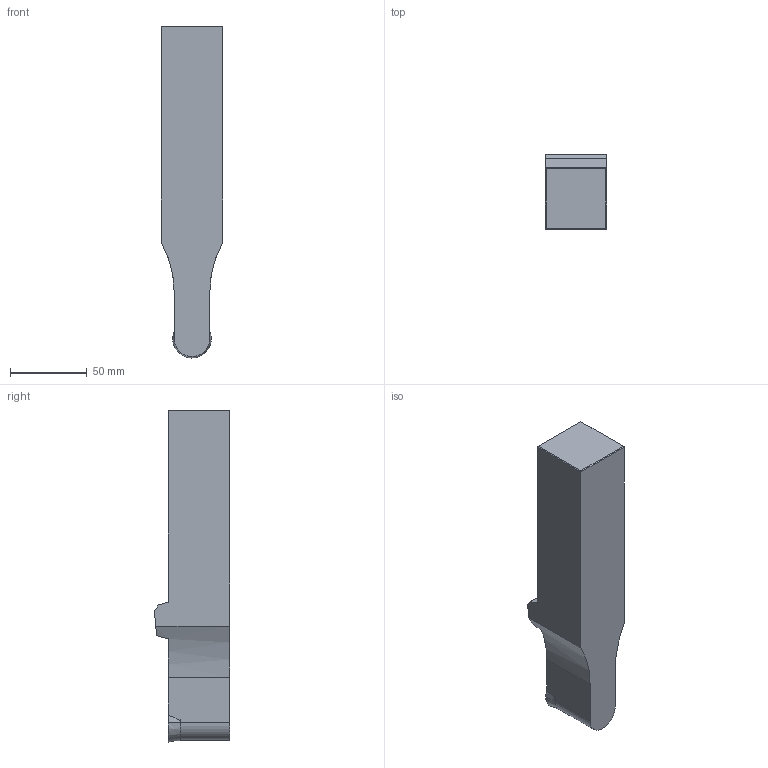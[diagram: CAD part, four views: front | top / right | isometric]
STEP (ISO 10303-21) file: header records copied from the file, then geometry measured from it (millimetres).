
FILE_DESCRIPTION((''),'2;1');
FILE_NAME('7059504000_ASM','2023-02-23T14:12:54',('schmidtst'),(''),'CREO PARAMETRIC BY PTC INC, 2021164','CREO PARAMETRIC BY PTC INC, 2021164','');
FILE_SCHEMA(('AUTOMOTIVE_DESIGN { 1 0 10303 214 1 1 1 1 }'));
Length unit declared in the file: millimetre
Products named in the file (3): 7059504000NC; 309-177-103_C_QU1; 7059504000_ASM
Assembly tree (2 placements, depth 2):
  7059504000_ASM
    7059504000NC
    309-177-103_C_QU1
Bounding box: 40 x 49 x 216 mm (x, y, z)
Volume: 305151 mm3; surface area: 36581.8 mm2
Topology: 2 solids, 2 shells, 33 faces, 81 edges, 52 vertices
Faces by surface type: plane 19, cylinder 7, cone 5, torus 2
Entity records: 1968 total; most frequent: CARTESIAN_POINT 261, DIRECTION 240, ORIENTED_EDGE 158, PRESENTATION_STYLE_ASSIGNMENT 102, STYLED_ITEM 102, CURVE_STYLE 99, AXIS2_PLACEMENT_3D 91, EDGE_CURVE 79
